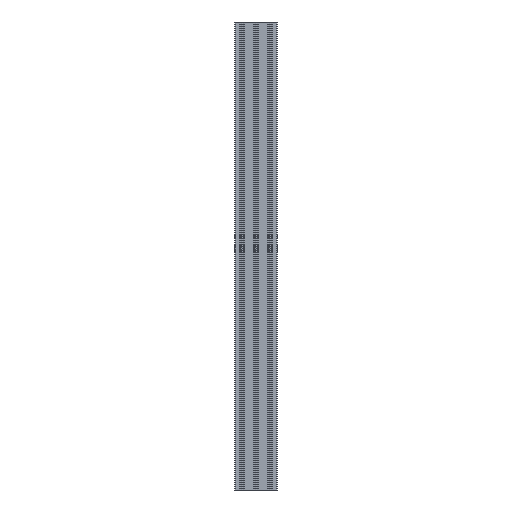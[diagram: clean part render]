
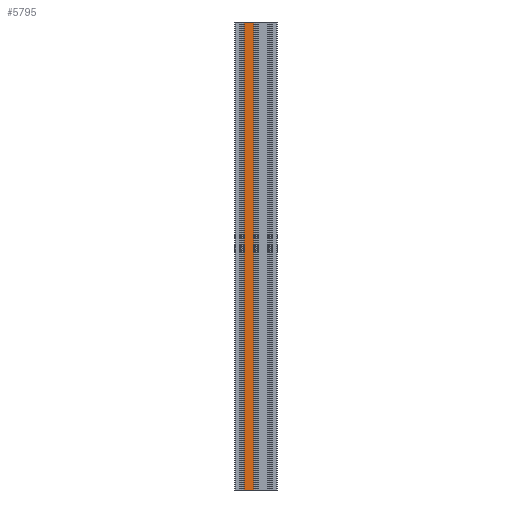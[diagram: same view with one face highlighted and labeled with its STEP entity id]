
A CAD part, left-side view. The second image highlights one B-rep face of the part: STEP entity #5795.
In plain terms, the highlighted planar face has unit normal (-1, 0, 0).
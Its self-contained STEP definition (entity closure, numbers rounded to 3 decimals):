
#605 = EDGE_CURVE ( 'NONE', #6563, #9181, #10175, .T. ) ;
#823 = DIRECTION ( 'NONE',  ( 0., 0., -1. ) ) ;
#921 = ORIENTED_EDGE ( 'NONE', *, *, #605, .F. ) ;
#1509 = LINE ( 'NONE', #6756, #10224 ) ;
#1627 = CARTESIAN_POINT ( 'NONE',  ( -15., 25.3, 1000. ) ) ;
#1759 = LINE ( 'NONE', #1627, #7509 ) ;
#1903 = DIRECTION ( 'NONE',  ( 0., 0., -1. ) ) ;
#2186 = CARTESIAN_POINT ( 'NONE',  ( -15., 4.7, 1000. ) ) ;
#3644 = VECTOR ( 'NONE', #1903, 1000. ) ;
#4187 = LINE ( 'NONE', #8909, #8269 ) ;
#4623 = EDGE_CURVE ( 'NONE', #6511, #6563, #1509, .T. ) ;
#4852 = ORIENTED_EDGE ( 'NONE', *, *, #6690, .T. ) ;
#4884 = DIRECTION ( 'NONE',  ( 0., -1., 0. ) ) ;
#5734 = DIRECTION ( 'NONE',  ( 1., 0., 0. ) ) ;
#5795 = ADVANCED_FACE ( 'NONE', ( #8806 ), #10626, .F. ) ;
#6223 = CARTESIAN_POINT ( 'NONE',  ( -15., 4.7, 0. ) ) ;
#6289 = CARTESIAN_POINT ( 'NONE',  ( -15., 25.3, 1000. ) ) ;
#6340 = EDGE_LOOP ( 'NONE', ( #4852, #921, #7545, #7688 ) ) ;
#6511 = VERTEX_POINT ( 'NONE', #6289 ) ;
#6563 = VERTEX_POINT ( 'NONE', #2186 ) ;
#6690 = EDGE_CURVE ( 'NONE', #9745, #9181, #4187, .T. ) ;
#6713 = EDGE_CURVE ( 'NONE', #6511, #9745, #1759, .T. ) ;
#6756 = CARTESIAN_POINT ( 'NONE',  ( -15., 4.7, 1000. ) ) ;
#6875 = AXIS2_PLACEMENT_3D ( 'NONE', #9775, #5734, #823 ) ;
#7084 = CARTESIAN_POINT ( 'NONE',  ( -15., 25.3, 0. ) ) ;
#7509 = VECTOR ( 'NONE', #10637, 1000. ) ;
#7545 = ORIENTED_EDGE ( 'NONE', *, *, #4623, .F. ) ;
#7582 = DIRECTION ( 'NONE',  ( 0., -1., 0. ) ) ;
#7623 = CARTESIAN_POINT ( 'NONE',  ( -15., 4.7, 1000. ) ) ;
#7688 = ORIENTED_EDGE ( 'NONE', *, *, #6713, .T. ) ;
#8269 = VECTOR ( 'NONE', #4884, 1000. ) ;
#8806 = FACE_OUTER_BOUND ( 'NONE', #6340, .T. ) ;
#8909 = CARTESIAN_POINT ( 'NONE',  ( -15., 4.7, 0. ) ) ;
#9181 = VERTEX_POINT ( 'NONE', #6223 ) ;
#9745 = VERTEX_POINT ( 'NONE', #7084 ) ;
#9775 = CARTESIAN_POINT ( 'NONE',  ( -15., 4.7, 1000. ) ) ;
#10175 = LINE ( 'NONE', #7623, #3644 ) ;
#10224 = VECTOR ( 'NONE', #7582, 1000. ) ;
#10626 = PLANE ( 'NONE',  #6875 ) ;
#10637 = DIRECTION ( 'NONE',  ( 0., 0., -1. ) ) ;
